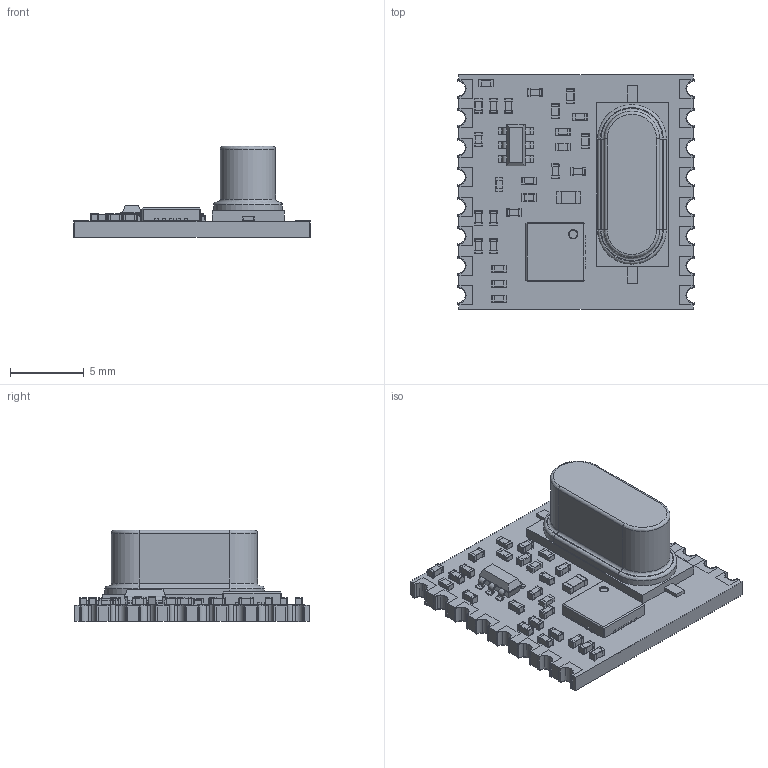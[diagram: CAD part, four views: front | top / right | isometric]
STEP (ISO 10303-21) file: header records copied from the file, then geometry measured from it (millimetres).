
FILE_DESCRIPTION (( 'STEP AP214' ), '1' );
FILE_NAME ('User Library-RFM22B.STEP', '2016-06-27T23:56:42', ( 'Windows User' ), ( '' ), 'SwSTEP 2.0', 'SolidWorks 2016', '' );
FILE_SCHEMA (( 'AUTOMOTIVE_DESIGN' ));
Length unit declared in the file: millimetre
Products named in the file (40): User Library-RFM22B_SW3dPS-hc49_cystal; User Library-RFM22B_Designator20; User Library-RFM22B_Designator3; User Library-RFM22B; User Library-RFM22B_SW3dPS-inductor_0402_white; User Library-RFM22B_QFN20; User Library-RFM22B_Designator4; User Library-RFM22B_Designator21; User Library-RFM22B_Designator5; User Library-RFM22B_Designator22; User Library-RFM22B_Designator6; User Library-RFM22B_Designator23; User Library-RFM22B_Designator7; User Library-RFM22B_Designator24; User Library-RFM22B_Designator8; User Library-RFM22B_Designator25; User Library-RFM22B_Designator9; User Library-RFM22B_Designator26; User Library-RFM22B_Designator10; User Library-RFM22B_Designator27_2; User Library-RFM22B_Designator11; User Library-RFM22B_Designator28; User Library-RFM22B_Designator12; User Library-RFM22B_Designator29; User Library-RFM22B_Designator13; User Library-RFM22B_Cap0402; User Library-RFM22B_Designator15; User Library-RFM22B_Designator27; User Library-RFM22B_Designator16; User Library-RFM22B_SW3dPS-SOT-23-6; User Library-RFM22B_SW3dPS-inductor_0603_white; User Library-RFM22B_Designator30; User Library-RFM22B_Free-Models; User Library-RFM22B_SW3dPS-inductor_0402; User Library-RFM22B_Designator17; User Library-RFM22B_Goldcontact; User Library-RFM22B_Designator18; User Library-RFM22B_Designator1; User Library-RFM22B_Board; User Library-RFM22B_Designator19
Assembly tree (76 placements, depth 3):
  User Library-RFM22B
    User Library-RFM22B_Board
    User Library-RFM22B_Designator30
      User Library-RFM22B_SW3dPS-inductor_0402
    User Library-RFM22B_Designator27
      User Library-RFM22B_SW3dPS-SOT-23-6
    User Library-RFM22B_Designator29
      User Library-RFM22B_Cap0402
    User Library-RFM22B_Designator28
      User Library-RFM22B_Cap0402
    User Library-RFM22B_Designator27_2
      User Library-RFM22B_Cap0402
    User Library-RFM22B_Designator26
      User Library-RFM22B_Cap0402
    User Library-RFM22B_Designator25
      User Library-RFM22B_Cap0402
    User Library-RFM22B_Designator24
      User Library-RFM22B_Cap0402
    User Library-RFM22B_Designator23
      User Library-RFM22B_Cap0402
    User Library-RFM22B_Designator22
      User Library-RFM22B_Cap0402
    User Library-RFM22B_Designator21
      User Library-RFM22B_Cap0402
    User Library-RFM22B_Designator20
      User Library-RFM22B_SW3dPS-inductor_0402_white
    User Library-RFM22B_Designator19
      User Library-RFM22B_SW3dPS-inductor_0402_white
    User Library-RFM22B_Designator18
      User Library-RFM22B_SW3dPS-inductor_0402_white
    User Library-RFM22B_Designator17
      User Library-RFM22B_SW3dPS-inductor_0402_white
    User Library-RFM22B_Designator16
      User Library-RFM22B_SW3dPS-inductor_0603_white
    User Library-RFM22B_Designator15
      User Library-RFM22B_SW3dPS-inductor_0402_white
    User Library-RFM22B_Designator13
      User Library-RFM22B_Cap0402
    User Library-RFM22B_Designator12
      User Library-RFM22B_Cap0402
    User Library-RFM22B_Designator11
      User Library-RFM22B_Cap0402
    User Library-RFM22B_Designator10
      User Library-RFM22B_Cap0402
    User Library-RFM22B_Designator9
      User Library-RFM22B_Cap0402
    User Library-RFM22B_Designator8
      User Library-RFM22B_Cap0402
    User Library-RFM22B_Designator7
      User Library-RFM22B_Cap0402
    User Library-RFM22B_Designator6
      User Library-RFM22B_Cap0402
    User Library-RFM22B_Designator5
      User Library-RFM22B_Cap0402
    User Library-RFM22B_Designator4
      User Library-RFM22B_Cap0402
    User Library-RFM22B_Designator3
      User Library-RFM22B_QFN20
    User Library-RFM22B_Designator1
      User Library-RFM22B_SW3dPS-hc49_cystal
Bounding box: 16 x 15.9 x 6.2 mm (x, y, z)
Volume: 507.6 mm3; surface area: 1118.5 mm2
Topology: 105 solids, 105 shells, 2074 faces, 4769 edges, 2562 vertices
Faces by surface type: plane 947, cylinder 757, bspline 366, cone 4
Entity records: 28502 total; most frequent: CARTESIAN_POINT 4148, DIRECTION 3359, ORIENTED_EDGE 3190, EDGE_CURVE 1595, LINE 1269, VECTOR 1269, AXIS2_PLACEMENT_3D 1045, VERTEX_POINT 1006
